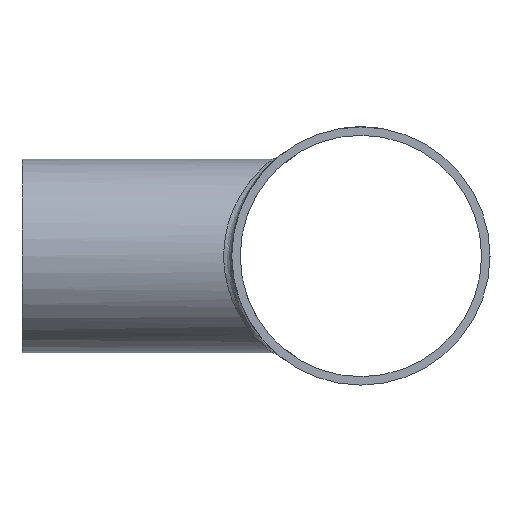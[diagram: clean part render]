
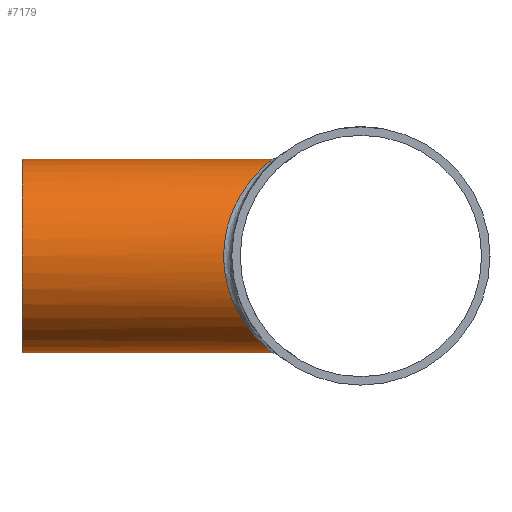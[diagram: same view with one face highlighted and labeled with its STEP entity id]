
A CAD part, left-side view. The second image highlights one B-rep face of the part: STEP entity #7179.
In plain terms, the highlighted cylindrical face has radius 19.05 mm (diameter 38.1 mm), a full revolution.
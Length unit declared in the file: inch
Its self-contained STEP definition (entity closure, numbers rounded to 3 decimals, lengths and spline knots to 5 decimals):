
#137=FACE_BOUND('',#1315,.T.);
#887=FACE_OUTER_BOUND('',#1314,.T.);
#1314=EDGE_LOOP('',(#6708));
#1315=EDGE_LOOP('',(#6709));
#2485=CIRCLE('',#7612,0.75);
#2824=B_SPLINE_CURVE_WITH_KNOTS('',3,(#15651,#15652,#15653,#15654,#15655,
#15656,#15657,#15658,#15659,#15660,#15661,#15662,#15663,#15664,#15665,#15666,
#15667,#15668,#15669,#15670,#15671,#15672,#15673,#15674,#15675),
 .UNSPECIFIED.,.T.,.F.,(4,1,1,1,1,1,1,1,1,1,1,1,1,1,1,1,1,1,1,1,1,1,4),
(0.,0.43397,0.86793,1.73586,2.31449,
2.89311,3.47173,4.05035,4.62897,5.20759,
5.78621,6.07553,6.36484,6.94346,7.52208,
8.1007,8.67932,9.25794,9.83656,10.41519,
11.28312,11.71708,12.15105),.UNSPECIFIED.);
#3531=VERTEX_POINT('',#15649);
#3532=VERTEX_POINT('',#15677);
#4594=EDGE_CURVE('',#3531,#3531,#2824,.T.);
#4595=EDGE_CURVE('',#3532,#3532,#2485,.T.);
#6708=ORIENTED_EDGE('',*,*,#4595,.T.);
#6709=ORIENTED_EDGE('',*,*,#4594,.F.);
#6761=CYLINDRICAL_SURFACE('',#7611,0.75);
#7179=ADVANCED_FACE('',(#887,#137),#6761,.T.);
#7611=AXIS2_PLACEMENT_3D('',#15676,#8987,#8988);
#7612=AXIS2_PLACEMENT_3D('',#15678,#8989,#8990);
#8987=DIRECTION('center_axis',(0.,-1.,0.));
#8988=DIRECTION('ref_axis',(1.,0.,0.));
#8989=DIRECTION('center_axis',(0.,-1.,0.));
#8990=DIRECTION('ref_axis',(1.,0.,0.));
#15649=CARTESIAN_POINT('',(0.,0.68465,0.75));
#15651=CARTESIAN_POINT('Ctrl Pts',(0.,0.68461,
0.75002));
#15652=CARTESIAN_POINT('Ctrl Pts',(-0.05895,0.68461,
0.75002));
#15653=CARTESIAN_POINT('Ctrl Pts',(-0.17684,0.70351,
0.73573));
#15654=CARTESIAN_POINT('Ctrl Pts',(-0.38611,0.79281,
0.65873));
#15655=CARTESIAN_POINT('Ctrl Pts',(-0.56895,0.91848,
0.51343));
#15656=CARTESIAN_POINT('Ctrl Pts',(-0.70415,1.0243,0.29035));
#15657=CARTESIAN_POINT('Ctrl Pts',(-0.76032,1.0712,
0.06062));
#15658=CARTESIAN_POINT('Ctrl Pts',(-0.74093,1.05483,
-0.17915));
#15659=CARTESIAN_POINT('Ctrl Pts',(-0.65246,0.98283,
-0.39159));
#15660=CARTESIAN_POINT('Ctrl Pts',(-0.51371,0.87919,
-0.56011));
#15661=CARTESIAN_POINT('Ctrl Pts',(-0.33692,0.7685,
-0.68177));
#15662=CARTESIAN_POINT('Ctrl Pts',(-0.15753,0.69703,
-0.74051));
#15663=CARTESIAN_POINT('Ctrl Pts',(-0.00002,0.68051,
-0.75317));
#15664=CARTESIAN_POINT('Ctrl Pts',(0.15751,0.697,
-0.74053));
#15665=CARTESIAN_POINT('Ctrl Pts',(0.33692,0.76852,
-0.68176));
#15666=CARTESIAN_POINT('Ctrl Pts',(0.51371,0.87919,
-0.56012));
#15667=CARTESIAN_POINT('Ctrl Pts',(0.65247,0.98282,
-0.39159));
#15668=CARTESIAN_POINT('Ctrl Pts',(0.74095,1.05484,-0.17912));
#15669=CARTESIAN_POINT('Ctrl Pts',(0.76031,1.07119,0.06062));
#15670=CARTESIAN_POINT('Ctrl Pts',(0.70415,1.0243,0.29036));
#15671=CARTESIAN_POINT('Ctrl Pts',(0.56895,0.91848,
0.51343));
#15672=CARTESIAN_POINT('Ctrl Pts',(0.3861,0.7928,
0.65874));
#15673=CARTESIAN_POINT('Ctrl Pts',(0.17684,0.70351,
0.73573));
#15674=CARTESIAN_POINT('Ctrl Pts',(0.05895,0.68461,
0.75002));
#15675=CARTESIAN_POINT('Ctrl Pts',(0.,0.68461,
0.75002));
#15676=CARTESIAN_POINT('Origin',(0.,2.625,0.));
#15677=CARTESIAN_POINT('',(-0.75,2.625,0.));
#15678=CARTESIAN_POINT('Origin',(0.,2.625,0.));
